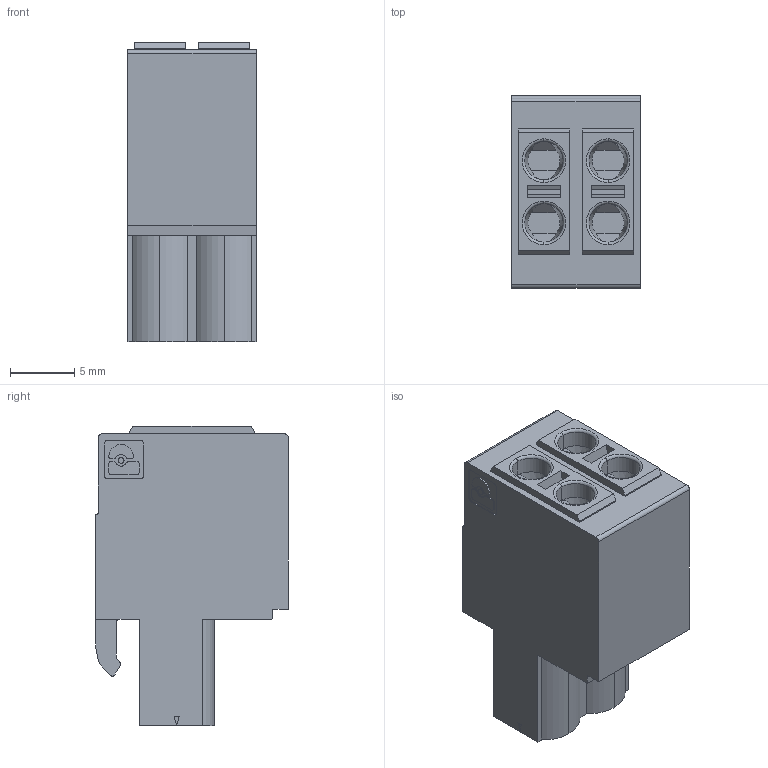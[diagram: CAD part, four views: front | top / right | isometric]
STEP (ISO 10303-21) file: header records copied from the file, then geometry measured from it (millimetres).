
FILE_DESCRIPTION(/* description */ ('Alibre Inc.'),/* implementation_level */ '2;1');
FILE_NAME(/* name */ 'export0',/* time_stamp */ '2017-08-14T11:17:38+02:00',/* author */ (''),/* organization */ (''),/* preprocessor_version */ 'ST-DEVELOPER v14',/* originating_system */ 'Alibre',/* authorisation */ '');
FILE_SCHEMA (('AUTOMOTIVE_DESIGN'));
Length unit declared in the file: millimetre
Products named in the file (2): ID_1
Bounding box: 10 x 15 x 23.35 mm (x, y, z)
Volume: 2368.2 mm3; surface area: 1757 mm2
Topology: 1 solids, 1 shells, 211 faces, 509 edges, 321 vertices
Faces by surface type: plane 128, cylinder 63, cone 12, torus 8
Entity records: 5650 total; most frequent: ORIENTED_EDGE 1018, CARTESIAN_POINT 968, DIRECTION 828, EDGE_CURVE 509, VECTOR 340, LINE 340, VERTEX_POINT 321, AXIS2_PLACEMENT_3D 307
